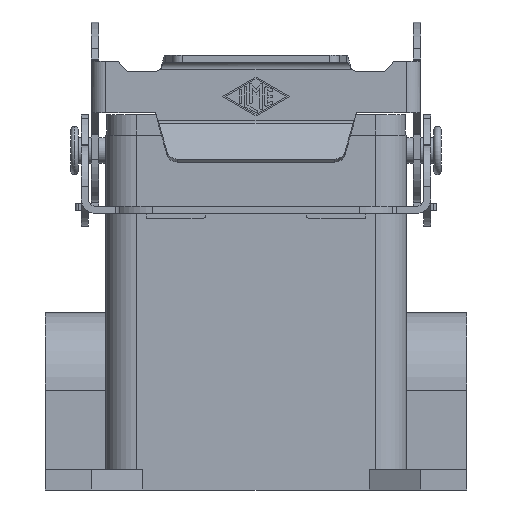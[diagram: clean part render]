
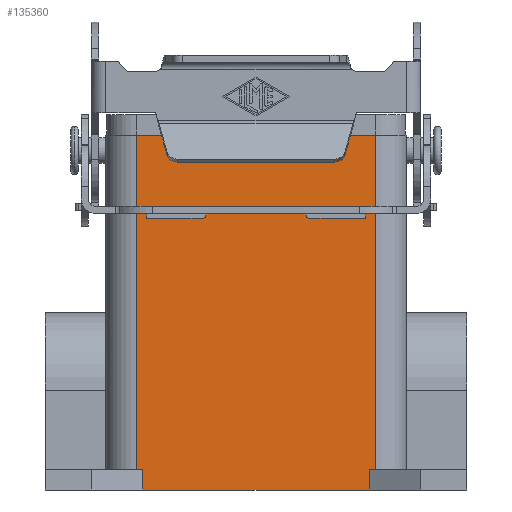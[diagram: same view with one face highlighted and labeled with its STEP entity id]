
A CAD part, front view. The second image highlights one B-rep face of the part: STEP entity #135360.
In plain terms, the highlighted planar face has unit normal (0, -1, 0).
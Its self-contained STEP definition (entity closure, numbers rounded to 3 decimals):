
#99610=CARTESIAN_POINT('',(-22.,-22.25,-66.));
#99620=VERTEX_POINT('',#99610);
#99650=CARTESIAN_POINT('',(22.,-22.25,-66.));
#99660=DIRECTION('',(-1.,0.,0.));
#99670=VECTOR('',#99660,44.);
#99680=LINE('',#99650,#99670);
#99690=CARTESIAN_POINT('',(22.,-22.25,-66.));
#99700=VERTEX_POINT('',#99690);
#99710=EDGE_CURVE('',#99700,#99620,#99680,.T.);
#101450=CARTESIAN_POINT('',(-23.25,-22.25,-62.));
#101460=VERTEX_POINT('',#101450);
#101490=CARTESIAN_POINT('',(-22.,-22.25,-62.));
#101500=DIRECTION('',(-1.,0.,0.));
#101510=VECTOR('',#101500,1.25);
#101520=LINE('',#101490,#101510);
#101530=CARTESIAN_POINT('',(-22.,-22.25,-62.));
#101540=VERTEX_POINT('',#101530);
#101550=EDGE_CURVE('',#101540,#101460,#101520,.T.);
#104560=CARTESIAN_POINT('',(22.,-22.25,-62.));
#104570=VERTEX_POINT('',#104560);
#104600=CARTESIAN_POINT('',(23.25,-22.25,-62.));
#104610=DIRECTION('',(-1.,0.,0.));
#104620=VECTOR('',#104610,1.25);
#104630=LINE('',#104600,#104620);
#104640=CARTESIAN_POINT('',(23.25,-22.25,-62.));
#104650=VERTEX_POINT('',#104640);
#104660=EDGE_CURVE('',#104650,#104570,#104630,.T.);
#132050=CARTESIAN_POINT('',(-23.25,-22.25,3.));
#132060=VERTEX_POINT('',#132050);
#132090=CARTESIAN_POINT('',(-23.25,-22.25,-62.));
#132100=DIRECTION('',(0.,0.,1.));
#132110=VECTOR('',#132100,65.);
#132120=LINE('',#132090,#132110);
#132130=EDGE_CURVE('',#101460,#132060,#132120,.T.);
#132490=CARTESIAN_POINT('',(23.25,-22.25,-62.));
#132500=DIRECTION('',(0.,0.,1.));
#132510=VECTOR('',#132500,65.);
#132520=LINE('',#132490,#132510);
#132530=CARTESIAN_POINT('',(23.25,-22.25,3.));
#132540=VERTEX_POINT('',#132530);
#132550=EDGE_CURVE('',#104650,#132540,#132520,.T.);
#132770=CARTESIAN_POINT('',(23.25,-22.25,3.));
#132780=DIRECTION('',(-1.,0.,0.));
#132790=VECTOR('',#132780,46.5);
#132800=LINE('',#132770,#132790);
#132810=EDGE_CURVE('',#132540,#132060,#132800,.T.);
#135060=CARTESIAN_POINT('',(22.,-22.25,-66.));
#135070=DIRECTION('',(0.,0.,1.));
#135080=VECTOR('',#135070,4.);
#135090=LINE('',#135060,#135080);
#135100=EDGE_CURVE('',#99700,#104570,#135090,.T.);
#135160=CARTESIAN_POINT('',(22.,-22.25,-66.));
#135170=DIRECTION('',(0.,-1.,0.));
#135180=DIRECTION('',(0.,0.,-1.));
#135190=AXIS2_PLACEMENT_3D('',#135160,#135170,#135180);
#135200=PLANE('',#135190);
#135210=ORIENTED_EDGE('',*,*,#101550,.F.);
#135220=ORIENTED_EDGE('',*,*,#132130,.F.);
#135230=ORIENTED_EDGE('',*,*,#132810,.T.);
#135240=ORIENTED_EDGE('',*,*,#132550,.T.);
#135250=ORIENTED_EDGE('',*,*,#104660,.F.);
#135260=ORIENTED_EDGE('',*,*,#135100,.T.);
#135270=ORIENTED_EDGE('',*,*,#99710,.F.);
#135280=CARTESIAN_POINT('',(-22.,-22.25,-66.));
#135290=DIRECTION('',(0.,0.,1.));
#135300=VECTOR('',#135290,4.);
#135310=LINE('',#135280,#135300);
#135320=EDGE_CURVE('',#99620,#101540,#135310,.T.);
#135330=ORIENTED_EDGE('',*,*,#135320,.F.);
#135340=EDGE_LOOP('',(#135330,#135270,#135260,#135250,#135240,#135230,
#135220,#135210));
#135350=FACE_OUTER_BOUND('',#135340,.T.);
#135360=ADVANCED_FACE('',(#135350),#135200,.T.);
